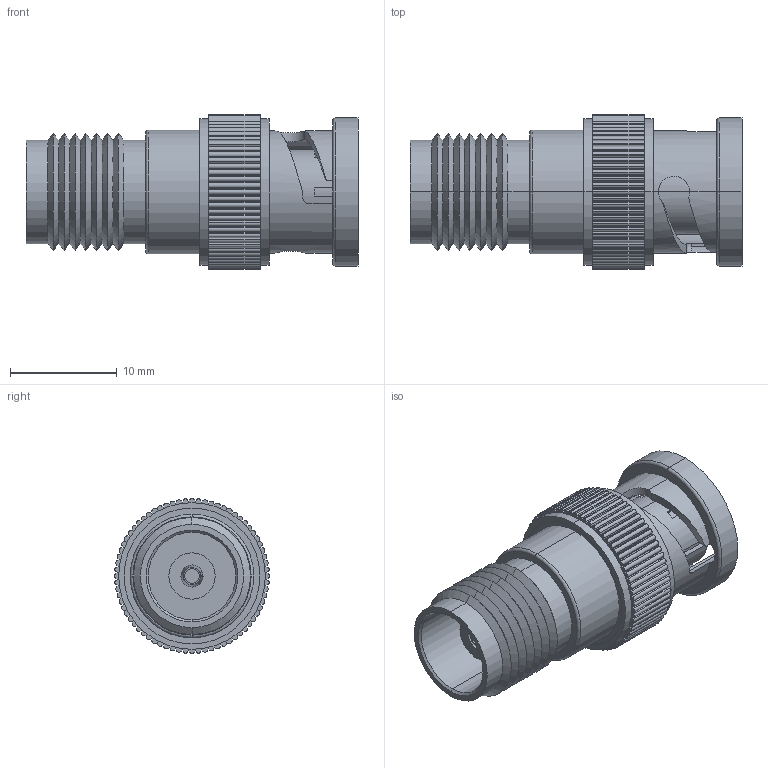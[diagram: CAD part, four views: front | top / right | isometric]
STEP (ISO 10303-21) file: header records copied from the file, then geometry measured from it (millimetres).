
FILE_DESCRIPTION (( 'STEP AP203' ), '1' );
FILE_NAME ('BA71.STEP', '2010-12-16T13:27:50', ( 'x' ), ( 'Microsoft' ), 'SwSTEP 2.0', 'SolidWorks 2010', '' );
FILE_SCHEMA (( 'CONFIG_CONTROL_DESIGN' ));
Length unit declared in the file: inch
Products named in the file (5): BA71-MA1_with flange; BA71-MA2; BA71; BAC836B-74-MA3; BAC553-MA1
Assembly tree (4 placements, depth 2):
  BA71
    BAC836B-74-MA3
    BA71-MA2
    BAC553-MA1
    BA71-MA1_with flange
Bounding box: 31.04 x 14.48 x 14.48 mm (x, y, z)
Volume: 2366.4 mm3; surface area: 3335.8 mm2
Topology: 4 solids, 4 shells, 443 faces, 1195 edges, 772 vertices
Faces by surface type: plane 211, cylinder 182, cone 38, bspline 8, torus 4
Entity records: 15160 total; most frequent: CARTESIAN_POINT 3290, DIRECTION 2417, ORIENTED_EDGE 2390, EDGE_CURVE 1195, AXIS2_PLACEMENT_3D 843, VERTEX_POINT 772, VECTOR 731, LINE 731
